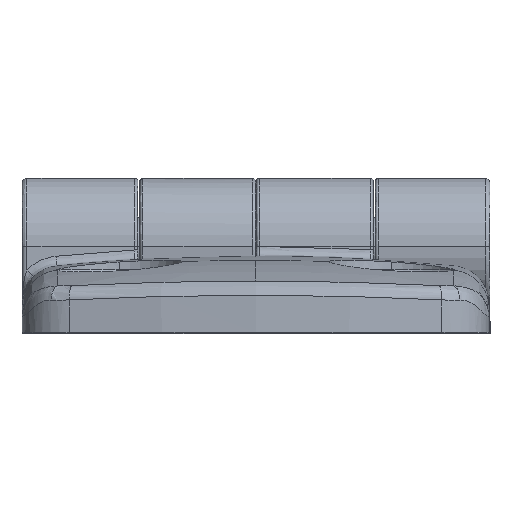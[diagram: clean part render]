
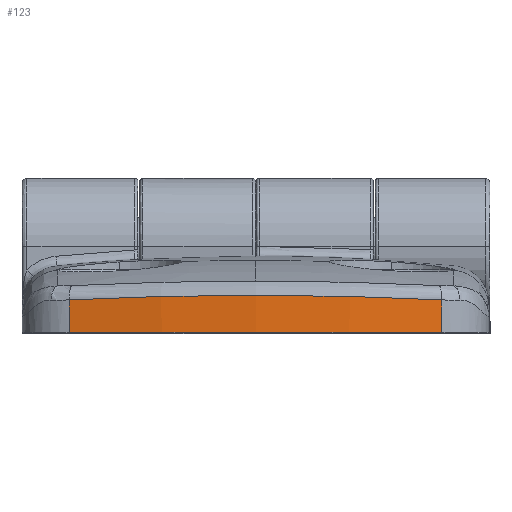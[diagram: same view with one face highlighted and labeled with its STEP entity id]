
A CAD part, top view. The second image highlights one B-rep face of the part: STEP entity #123.
In plain terms, the highlighted cylindrical face has radius 100 mm (diameter 200 mm), a partial arc.
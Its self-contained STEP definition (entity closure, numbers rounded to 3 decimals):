
#22 = CARTESIAN_POINT ( 'NONE',  ( -19.249, 0., 36.649 ) ) ;
#123 = ADVANCED_FACE ( 'NONE', ( #1741 ), #260, .T. ) ;
#164 = CARTESIAN_POINT ( 'NONE',  ( -0.1, 7.9, -61.5 ) ) ;
#260 = CYLINDRICAL_SURFACE ( 'NONE', #8544, 100. ) ;
#377 = VERTEX_POINT ( 'NONE', #5179 ) ;
#418 = LINE ( 'NONE', #5718, #5343 ) ;
#452 = VECTOR ( 'NONE', #1285, 1000. ) ;
#482 = EDGE_LOOP ( 'NONE', ( #1443, #3575, #948, #3847, #3239 ) ) ;
#570 = CARTESIAN_POINT ( 'NONE',  ( 19.049, 7.9, 36.649 ) ) ;
#766 = EDGE_CURVE ( 'NONE', #8614, #1558, #4080, .T. ) ;
#772 = EDGE_CURVE ( 'NONE', #1558, #5926, #2512, .T. ) ;
#948 = ORIENTED_EDGE ( 'NONE', *, *, #4447, .F. ) ;
#1030 = DIRECTION ( 'NONE',  ( 0., 1., 0. ) ) ;
#1285 = DIRECTION ( 'NONE',  ( 0., 1., 0. ) ) ;
#1443 = ORIENTED_EDGE ( 'NONE', *, *, #766, .T. ) ;
#1558 = VERTEX_POINT ( 'NONE', #4406 ) ;
#1575 = CARTESIAN_POINT ( 'NONE',  ( 6.472, 3.818, 38.5 ) ) ;
#1596 = DIRECTION ( 'NONE',  ( 0., -1., 0. ) ) ;
#1741 = FACE_OUTER_BOUND ( 'NONE', #482, .T. ) ;
#1806 = VERTEX_POINT ( 'NONE', #22 ) ;
#2206 = CARTESIAN_POINT ( 'NONE',  ( -13.093, 3.663, 37.851 ) ) ;
#2260 = CARTESIAN_POINT ( 'NONE',  ( -19.249, 3.351, 36.65 ) ) ;
#2307 = DIRECTION ( 'NONE',  ( 0., 0., -1. ) ) ;
#2512 = B_SPLINE_CURVE_WITH_KNOTS ( 'NONE', 3,
 ( #4315, #6967, #2206, #2260 ),
 .UNSPECIFIED., .F., .F.,
 ( 4, 4 ),
 ( 0., 1. ),
 .UNSPECIFIED. ) ;
#2931 = CARTESIAN_POINT ( 'NONE',  ( -19.249, 3.351, 36.65 ) ) ;
#3199 = CARTESIAN_POINT ( 'NONE',  ( 19.049, 3.351, 36.65 ) ) ;
#3239 = ORIENTED_EDGE ( 'NONE', *, *, #8314, .T. ) ;
#3291 = LINE ( 'NONE', #570, #452 ) ;
#3575 = ORIENTED_EDGE ( 'NONE', *, *, #772, .T. ) ;
#3847 = ORIENTED_EDGE ( 'NONE', *, *, #6185, .F. ) ;
#4080 = B_SPLINE_CURVE_WITH_KNOTS ( 'NONE', 3,
 ( #7625, #8286, #1575, #7567 ),
 .UNSPECIFIED., .F., .F.,
 ( 4, 4 ),
 ( 0., 1. ),
 .UNSPECIFIED. ) ;
#4315 = CARTESIAN_POINT ( 'NONE',  ( -0.1, 3.818, 38.5 ) ) ;
#4406 = CARTESIAN_POINT ( 'NONE',  ( -0.1, 3.818, 38.5 ) ) ;
#4447 = EDGE_CURVE ( 'NONE', #1806, #5926, #418, .T. ) ;
#5179 = CARTESIAN_POINT ( 'NONE',  ( 19.049, 0., 36.649 ) ) ;
#5204 = AXIS2_PLACEMENT_3D ( 'NONE', #8256, #1596, #2307 ) ;
#5343 = VECTOR ( 'NONE', #1030, 1000. ) ;
#5718 = CARTESIAN_POINT ( 'NONE',  ( -19.249, 15.9, 36.649 ) ) ;
#5926 = VERTEX_POINT ( 'NONE', #2931 ) ;
#6185 = EDGE_CURVE ( 'NONE', #377, #1806, #6890, .T. ) ;
#6890 = CIRCLE ( 'NONE', #5204, 100. ) ;
#6967 = CARTESIAN_POINT ( 'NONE',  ( -6.673, 3.818, 38.5 ) ) ;
#7478 = DIRECTION ( 'NONE',  ( 0., 0., -1. ) ) ;
#7528 = DIRECTION ( 'NONE',  ( 0., -1., 0. ) ) ;
#7567 = CARTESIAN_POINT ( 'NONE',  ( -0.1, 3.818, 38.5 ) ) ;
#7625 = CARTESIAN_POINT ( 'NONE',  ( 19.049, 3.351, 36.65 ) ) ;
#8256 = CARTESIAN_POINT ( 'NONE',  ( -0.1, 0., -61.5 ) ) ;
#8286 = CARTESIAN_POINT ( 'NONE',  ( 12.892, 3.663, 37.851 ) ) ;
#8314 = EDGE_CURVE ( 'NONE', #377, #8614, #3291, .T. ) ;
#8544 = AXIS2_PLACEMENT_3D ( 'NONE', #164, #7528, #7478 ) ;
#8614 = VERTEX_POINT ( 'NONE', #3199 ) ;
